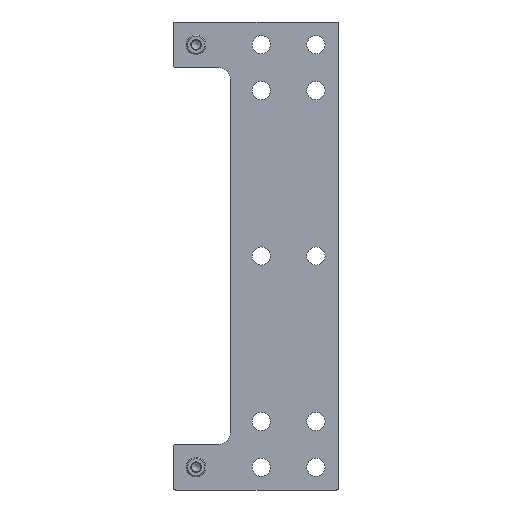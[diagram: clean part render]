
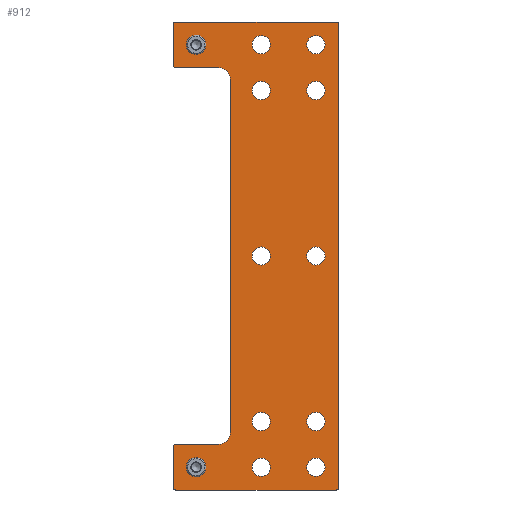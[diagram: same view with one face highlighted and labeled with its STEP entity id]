
A CAD part, front view. The second image highlights one B-rep face of the part: STEP entity #912.
In plain terms, the highlighted planar face has unit normal (0, -1, 0).
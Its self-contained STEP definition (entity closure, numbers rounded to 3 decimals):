
#52=CIRCLE('',#981,1.);
#54=CIRCLE('',#985,1.);
#56=CIRCLE('',#989,1.);
#58=CIRCLE('',#993,1.);
#60=CIRCLE('',#997,1.);
#62=CIRCLE('',#1001,5.);
#64=CIRCLE('',#1005,5.);
#66=CIRCLE('',#1009,1.);
#80=CIRCLE('',#1025,4.);
#81=CIRCLE('',#1026,4.);
#82=CIRCLE('',#1027,4.);
#83=CIRCLE('',#1028,4.);
#84=CIRCLE('',#1029,4.);
#85=CIRCLE('',#1030,4.);
#86=CIRCLE('',#1031,4.);
#87=CIRCLE('',#1032,4.);
#88=CIRCLE('',#1033,4.);
#89=CIRCLE('',#1034,4.);
#90=CIRCLE('',#1035,2.75);
#91=CIRCLE('',#1036,2.75);
#226=ORIENTED_EDGE('',*,*,#426,.F.);
#227=ORIENTED_EDGE('',*,*,#427,.F.);
#228=ORIENTED_EDGE('',*,*,#428,.F.);
#229=ORIENTED_EDGE('',*,*,#429,.F.);
#230=ORIENTED_EDGE('',*,*,#430,.F.);
#231=ORIENTED_EDGE('',*,*,#431,.F.);
#232=ORIENTED_EDGE('',*,*,#432,.F.);
#233=ORIENTED_EDGE('',*,*,#433,.F.);
#234=ORIENTED_EDGE('',*,*,#434,.F.);
#235=ORIENTED_EDGE('',*,*,#435,.F.);
#236=ORIENTED_EDGE('',*,*,#436,.F.);
#237=ORIENTED_EDGE('',*,*,#437,.F.);
#238=ORIENTED_EDGE('',*,*,#366,.F.);
#239=ORIENTED_EDGE('',*,*,#412,.F.);
#240=ORIENTED_EDGE('',*,*,#409,.F.);
#241=ORIENTED_EDGE('',*,*,#406,.T.);
#242=ORIENTED_EDGE('',*,*,#403,.F.);
#243=ORIENTED_EDGE('',*,*,#400,.T.);
#244=ORIENTED_EDGE('',*,*,#397,.F.);
#245=ORIENTED_EDGE('',*,*,#394,.F.);
#246=ORIENTED_EDGE('',*,*,#391,.F.);
#247=ORIENTED_EDGE('',*,*,#388,.F.);
#248=ORIENTED_EDGE('',*,*,#385,.F.);
#249=ORIENTED_EDGE('',*,*,#382,.F.);
#250=ORIENTED_EDGE('',*,*,#379,.F.);
#251=ORIENTED_EDGE('',*,*,#376,.F.);
#252=ORIENTED_EDGE('',*,*,#373,.F.);
#253=ORIENTED_EDGE('',*,*,#370,.F.);
#366=EDGE_CURVE('',#482,#483,#565,.T.);
#370=EDGE_CURVE('',#483,#486,#52,.T.);
#373=EDGE_CURVE('',#486,#488,#570,.T.);
#376=EDGE_CURVE('',#488,#490,#54,.T.);
#379=EDGE_CURVE('',#490,#492,#574,.T.);
#382=EDGE_CURVE('',#492,#494,#56,.T.);
#385=EDGE_CURVE('',#494,#496,#578,.T.);
#388=EDGE_CURVE('',#496,#498,#58,.T.);
#391=EDGE_CURVE('',#498,#500,#582,.T.);
#394=EDGE_CURVE('',#500,#502,#60,.T.);
#397=EDGE_CURVE('',#502,#504,#586,.T.);
#400=EDGE_CURVE('',#506,#504,#62,.T.);
#403=EDGE_CURVE('',#506,#508,#590,.T.);
#406=EDGE_CURVE('',#510,#508,#64,.T.);
#409=EDGE_CURVE('',#510,#512,#594,.T.);
#412=EDGE_CURVE('',#512,#482,#66,.T.);
#426=EDGE_CURVE('',#526,#526,#80,.T.);
#427=EDGE_CURVE('',#527,#527,#81,.T.);
#428=EDGE_CURVE('',#528,#528,#82,.T.);
#429=EDGE_CURVE('',#529,#529,#83,.T.);
#430=EDGE_CURVE('',#530,#530,#84,.T.);
#431=EDGE_CURVE('',#531,#531,#85,.T.);
#432=EDGE_CURVE('',#532,#532,#86,.T.);
#433=EDGE_CURVE('',#533,#533,#87,.T.);
#434=EDGE_CURVE('',#534,#534,#88,.T.);
#435=EDGE_CURVE('',#535,#535,#89,.T.);
#436=EDGE_CURVE('',#536,#536,#90,.T.);
#437=EDGE_CURVE('',#537,#537,#91,.T.);
#482=VERTEX_POINT('',#1397);
#483=VERTEX_POINT('',#1398);
#486=VERTEX_POINT('',#1406);
#488=VERTEX_POINT('',#1412);
#490=VERTEX_POINT('',#1418);
#492=VERTEX_POINT('',#1424);
#494=VERTEX_POINT('',#1430);
#496=VERTEX_POINT('',#1436);
#498=VERTEX_POINT('',#1442);
#500=VERTEX_POINT('',#1448);
#502=VERTEX_POINT('',#1454);
#504=VERTEX_POINT('',#1460);
#506=VERTEX_POINT('',#1466);
#508=VERTEX_POINT('',#1472);
#510=VERTEX_POINT('',#1478);
#512=VERTEX_POINT('',#1484);
#526=VERTEX_POINT('',#1518);
#527=VERTEX_POINT('',#1520);
#528=VERTEX_POINT('',#1522);
#529=VERTEX_POINT('',#1524);
#530=VERTEX_POINT('',#1526);
#531=VERTEX_POINT('',#1528);
#532=VERTEX_POINT('',#1530);
#533=VERTEX_POINT('',#1532);
#534=VERTEX_POINT('',#1534);
#535=VERTEX_POINT('',#1536);
#536=VERTEX_POINT('',#1538);
#537=VERTEX_POINT('',#1540);
#565=LINE('',#1396,#615);
#570=LINE('',#1411,#620);
#574=LINE('',#1423,#624);
#578=LINE('',#1435,#628);
#582=LINE('',#1447,#632);
#586=LINE('',#1459,#636);
#590=LINE('',#1471,#640);
#594=LINE('',#1483,#644);
#615=VECTOR('',#1104,1000.);
#620=VECTOR('',#1117,1000.);
#624=VECTOR('',#1129,1000.);
#628=VECTOR('',#1141,1000.);
#632=VECTOR('',#1153,1000.);
#636=VECTOR('',#1165,1000.);
#640=VECTOR('',#1177,1000.);
#644=VECTOR('',#1189,1000.);
#694=EDGE_LOOP('',(#226));
#695=EDGE_LOOP('',(#227));
#696=EDGE_LOOP('',(#228));
#697=EDGE_LOOP('',(#229));
#698=EDGE_LOOP('',(#230));
#699=EDGE_LOOP('',(#231));
#700=EDGE_LOOP('',(#232));
#701=EDGE_LOOP('',(#233));
#702=EDGE_LOOP('',(#234));
#703=EDGE_LOOP('',(#235));
#704=EDGE_LOOP('',(#236));
#705=EDGE_LOOP('',(#237));
#706=EDGE_LOOP('',(#238,#239,#240,#241,#242,#243,#244,#245,#246,#247,#248,
#249,#250,#251,#252,#253));
#796=FACE_BOUND('',#694,.T.);
#797=FACE_BOUND('',#695,.T.);
#798=FACE_BOUND('',#696,.T.);
#799=FACE_BOUND('',#697,.T.);
#800=FACE_BOUND('',#698,.T.);
#801=FACE_BOUND('',#699,.T.);
#802=FACE_BOUND('',#700,.T.);
#803=FACE_BOUND('',#701,.T.);
#804=FACE_BOUND('',#702,.T.);
#805=FACE_BOUND('',#703,.T.);
#806=FACE_BOUND('',#704,.T.);
#807=FACE_BOUND('',#705,.T.);
#808=FACE_BOUND('',#706,.T.);
#879=PLANE('',#1024);
#912=ADVANCED_FACE('',(#796,#797,#798,#799,#800,#801,#802,#803,#804,#805,
#806,#807,#808),#879,.F.);
#981=AXIS2_PLACEMENT_3D('',#1405,#1110,#1111);
#985=AXIS2_PLACEMENT_3D('',#1417,#1122,#1123);
#989=AXIS2_PLACEMENT_3D('',#1429,#1134,#1135);
#993=AXIS2_PLACEMENT_3D('',#1441,#1146,#1147);
#997=AXIS2_PLACEMENT_3D('',#1453,#1158,#1159);
#1001=AXIS2_PLACEMENT_3D('',#1465,#1170,#1171);
#1005=AXIS2_PLACEMENT_3D('',#1477,#1182,#1183);
#1009=AXIS2_PLACEMENT_3D('',#1489,#1194,#1195);
#1024=AXIS2_PLACEMENT_3D('',#1516,#1224,#1225);
#1025=AXIS2_PLACEMENT_3D('',#1517,#1226,#1227);
#1026=AXIS2_PLACEMENT_3D('',#1519,#1228,#1229);
#1027=AXIS2_PLACEMENT_3D('',#1521,#1230,#1231);
#1028=AXIS2_PLACEMENT_3D('',#1523,#1232,#1233);
#1029=AXIS2_PLACEMENT_3D('',#1525,#1234,#1235);
#1030=AXIS2_PLACEMENT_3D('',#1527,#1236,#1237);
#1031=AXIS2_PLACEMENT_3D('',#1529,#1238,#1239);
#1032=AXIS2_PLACEMENT_3D('',#1531,#1240,#1241);
#1033=AXIS2_PLACEMENT_3D('',#1533,#1242,#1243);
#1034=AXIS2_PLACEMENT_3D('',#1535,#1244,#1245);
#1035=AXIS2_PLACEMENT_3D('',#1537,#1246,#1247);
#1036=AXIS2_PLACEMENT_3D('',#1539,#1248,#1249);
#1104=DIRECTION('',(0.,0.,1.));
#1110=DIRECTION('',(0.,1.,0.));
#1111=DIRECTION('',(1.,0.,0.));
#1117=DIRECTION('',(1.,0.,0.));
#1122=DIRECTION('',(0.,1.,0.));
#1123=DIRECTION('',(1.,0.,0.));
#1129=DIRECTION('',(0.,0.,-1.));
#1134=DIRECTION('',(0.,1.,0.));
#1135=DIRECTION('',(1.,0.,0.));
#1141=DIRECTION('',(-1.,0.,0.));
#1146=DIRECTION('',(0.,1.,0.));
#1147=DIRECTION('',(1.,0.,0.));
#1153=DIRECTION('',(0.,0.,1.));
#1158=DIRECTION('',(0.,1.,0.));
#1159=DIRECTION('',(1.,0.,0.));
#1165=DIRECTION('',(1.,0.,0.));
#1170=DIRECTION('',(0.,1.,0.));
#1171=DIRECTION('',(1.,0.,0.));
#1177=DIRECTION('',(0.,0.,1.));
#1182=DIRECTION('',(0.,1.,0.));
#1183=DIRECTION('',(1.,0.,0.));
#1189=DIRECTION('',(-1.,0.,0.));
#1194=DIRECTION('',(0.,1.,0.));
#1195=DIRECTION('',(1.,0.,0.));
#1224=DIRECTION('',(0.,1.,0.));
#1225=DIRECTION('',(0.,0.,1.));
#1226=DIRECTION('',(0.,-1.,0.));
#1227=DIRECTION('',(0.,0.,-1.));
#1228=DIRECTION('',(0.,-1.,0.));
#1229=DIRECTION('',(0.,0.,-1.));
#1230=DIRECTION('',(0.,-1.,0.));
#1231=DIRECTION('',(0.,0.,-1.));
#1232=DIRECTION('',(0.,-1.,0.));
#1233=DIRECTION('',(0.,0.,-1.));
#1234=DIRECTION('',(0.,-1.,0.));
#1235=DIRECTION('',(0.,0.,-1.));
#1236=DIRECTION('',(0.,-1.,0.));
#1237=DIRECTION('',(0.,0.,-1.));
#1238=DIRECTION('',(0.,-1.,0.));
#1239=DIRECTION('',(0.,0.,-1.));
#1240=DIRECTION('',(0.,-1.,0.));
#1241=DIRECTION('',(0.,0.,-1.));
#1242=DIRECTION('',(0.,-1.,0.));
#1243=DIRECTION('',(0.,0.,-1.));
#1244=DIRECTION('',(0.,-1.,0.));
#1245=DIRECTION('',(0.,0.,-1.));
#1246=DIRECTION('',(0.,-1.,0.));
#1247=DIRECTION('',(0.,0.,-1.));
#1248=DIRECTION('',(0.,-1.,0.));
#1249=DIRECTION('',(0.,0.,-1.));
#1396=CARTESIAN_POINT('',(-72.5,0.,83.5));
#1397=CARTESIAN_POINT('',(-72.5,0.,83.5));
#1398=CARTESIAN_POINT('',(-72.5,0.,101.5));
#1405=CARTESIAN_POINT('',(-71.5,0.,101.5));
#1406=CARTESIAN_POINT('',(-71.5,0.,102.5));
#1411=CARTESIAN_POINT('',(-71.5,0.,102.5));
#1412=CARTESIAN_POINT('',(-1.,0.,102.5));
#1417=CARTESIAN_POINT('',(-1.,0.,101.5));
#1418=CARTESIAN_POINT('',(0.,0.,101.5));
#1423=CARTESIAN_POINT('',(0.,0.,101.5));
#1424=CARTESIAN_POINT('',(0.,0.,-101.5));
#1429=CARTESIAN_POINT('',(-1.,0.,-101.5));
#1430=CARTESIAN_POINT('',(-1.,0.,-102.5));
#1435=CARTESIAN_POINT('',(-1.,0.,-102.5));
#1436=CARTESIAN_POINT('',(-71.5,0.,-102.5));
#1441=CARTESIAN_POINT('',(-71.5,0.,-101.5));
#1442=CARTESIAN_POINT('',(-72.5,0.,-101.5));
#1447=CARTESIAN_POINT('',(-72.5,0.,-101.5));
#1448=CARTESIAN_POINT('',(-72.5,0.,-83.5));
#1453=CARTESIAN_POINT('',(-71.5,0.,-83.5));
#1454=CARTESIAN_POINT('',(-71.5,0.,-82.5));
#1459=CARTESIAN_POINT('',(-71.5,0.,-82.5));
#1460=CARTESIAN_POINT('',(-52.5,0.,-82.5));
#1465=CARTESIAN_POINT('',(-52.5,0.,-77.5));
#1466=CARTESIAN_POINT('',(-47.5,0.,-77.5));
#1471=CARTESIAN_POINT('',(-47.5,0.,-77.5));
#1472=CARTESIAN_POINT('',(-47.5,0.,77.5));
#1477=CARTESIAN_POINT('',(-52.5,0.,77.5));
#1478=CARTESIAN_POINT('',(-52.5,0.,82.5));
#1483=CARTESIAN_POINT('',(-52.5,0.,82.5));
#1484=CARTESIAN_POINT('',(-71.5,0.,82.5));
#1489=CARTESIAN_POINT('',(-71.5,0.,83.5));
#1516=CARTESIAN_POINT('',(-71.5,0.,101.5));
#1517=CARTESIAN_POINT('',(-34.,0.,92.5));
#1518=CARTESIAN_POINT('',(-34.,0.,88.5));
#1519=CARTESIAN_POINT('',(-10.,0.,-72.5));
#1520=CARTESIAN_POINT('',(-10.,0.,-76.5));
#1521=CARTESIAN_POINT('',(-10.,0.,-92.5));
#1522=CARTESIAN_POINT('',(-10.,0.,-96.5));
#1523=CARTESIAN_POINT('',(-10.,0.,72.5));
#1524=CARTESIAN_POINT('',(-10.,0.,68.5));
#1525=CARTESIAN_POINT('',(-34.,0.,0.));
#1526=CARTESIAN_POINT('',(-34.,0.,-4.));
#1527=CARTESIAN_POINT('',(-34.,0.,-72.5));
#1528=CARTESIAN_POINT('',(-34.,0.,-76.5));
#1529=CARTESIAN_POINT('',(-34.,0.,-92.5));
#1530=CARTESIAN_POINT('',(-34.,0.,-96.5));
#1531=CARTESIAN_POINT('',(-34.,0.,72.5));
#1532=CARTESIAN_POINT('',(-34.,0.,68.5));
#1533=CARTESIAN_POINT('',(-10.,0.,92.5));
#1534=CARTESIAN_POINT('',(-10.,0.,88.5));
#1535=CARTESIAN_POINT('',(-10.,0.,0.));
#1536=CARTESIAN_POINT('',(-10.,0.,-4.));
#1537=CARTESIAN_POINT('',(-62.5,0.,-92.5));
#1538=CARTESIAN_POINT('',(-62.5,0.,-95.25));
#1539=CARTESIAN_POINT('',(-62.5,0.,92.5));
#1540=CARTESIAN_POINT('',(-62.5,0.,89.75));
